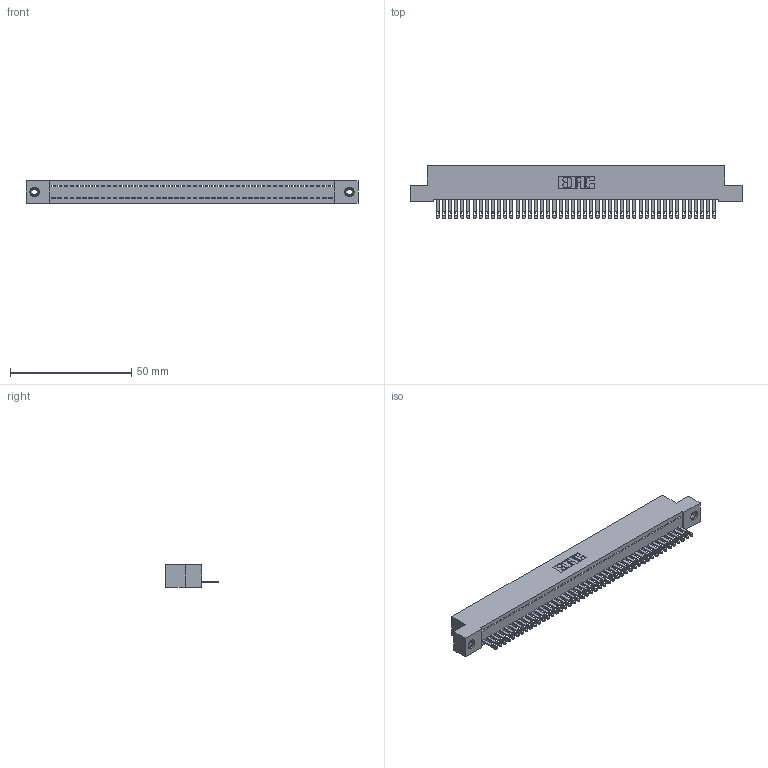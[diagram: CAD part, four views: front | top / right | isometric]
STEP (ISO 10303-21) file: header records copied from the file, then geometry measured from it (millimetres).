
FILE_DESCRIPTION (( 'STEP AP203' ), '1' );
FILE_NAME ('892-046-500-108.STEP', '2020-09-21T17:14:27', ( '' ), ( '' ), 'SwSTEP 2.0', 'SolidWorks 2020', '' );
FILE_SCHEMA (( 'CONFIG_CONTROL_DESIGN' ));
Length unit declared in the file: inch
Products named in the file (4): 345-250-001_345-250-003-102; 842 Part_TI; 345-292-001_345-293-100; 892-046-500-108
Assembly tree (49 placements, depth 2):
  892-046-500-108
    842 Part_TI
    345-292-001_345-293-100  x46
    345-250-001_345-250-003-102  x2
Bounding box: 137.16 x 21.85 x 9.4 mm (x, y, z)
Volume: 12063.7 mm3; surface area: 17898.1 mm2
Topology: 49 solids, 49 shells, 2654 faces, 8163 edges, 5434 vertices
Faces by surface type: plane 1754, cylinder 884, cone 12, torus 4
Entity records: 28588 total; most frequent: CARTESIAN_POINT 4911, ORIENTED_EDGE 4886, DIRECTION 4169, EDGE_CURVE 2443, VECTOR 2291, LINE 2291, VERTEX_POINT 1624, AXIS2_PLACEMENT_3D 939
